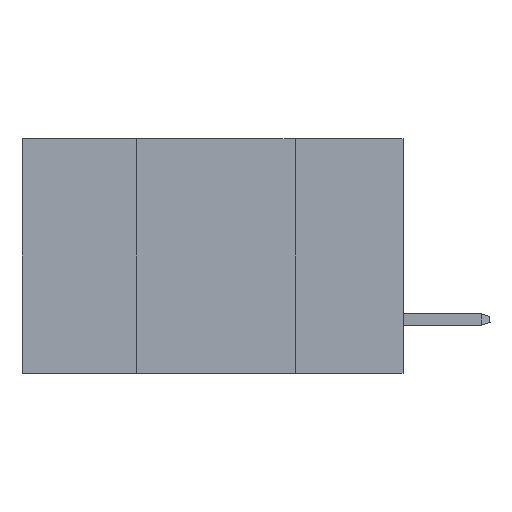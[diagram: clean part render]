
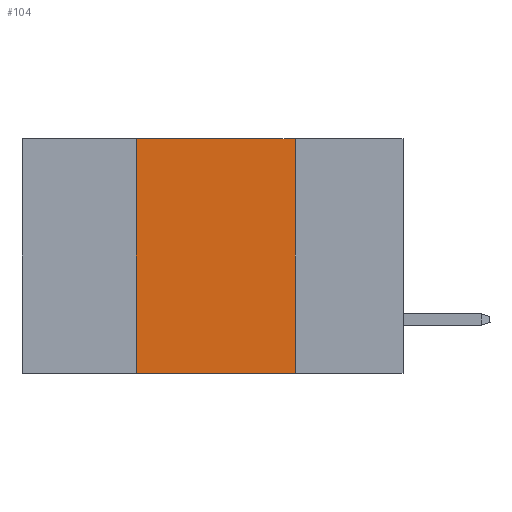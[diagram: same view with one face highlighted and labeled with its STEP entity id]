
A CAD part, left-side view. The second image highlights one B-rep face of the part: STEP entity #104.
In plain terms, the highlighted planar face has unit normal (-1, 0, 0).
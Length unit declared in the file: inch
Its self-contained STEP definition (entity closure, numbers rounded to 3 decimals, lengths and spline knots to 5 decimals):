
#104 = ADVANCED_FACE ( 'NONE', ( #18615 ), #7534, .F. ) ;
#375 = EDGE_LOOP ( 'NONE', ( #7956, #13219, #11189, #21005 ) ) ;
#450 = VECTOR ( 'NONE', #23655, 39.37008 ) ;
#1907 = CARTESIAN_POINT ( 'NONE',  ( 0., 0.42, -0.37 ) ) ;
#2368 = CARTESIAN_POINT ( 'NONE',  ( 0., 0.17, 0. ) ) ;
#3062 = VERTEX_POINT ( 'NONE', #1907 ) ;
#5174 = CARTESIAN_POINT ( 'NONE',  ( 0., 0.42, 0. ) ) ;
#5571 = EDGE_CURVE ( 'NONE', #17327, #17737, #12314, .T. ) ;
#6583 = DIRECTION ( 'NONE',  ( 0., 0., 1. ) ) ;
#7534 = PLANE ( 'NONE',  #11217 ) ;
#7624 = EDGE_CURVE ( 'NONE', #3062, #13214, #8299, .T. ) ;
#7956 = ORIENTED_EDGE ( 'NONE', *, *, #5571, .F. ) ;
#8120 = VECTOR ( 'NONE', #15738, 39.37008 ) ;
#8299 = LINE ( 'NONE', #23738, #15723 ) ;
#9480 = CARTESIAN_POINT ( 'NONE',  ( 0., 0.6, 0. ) ) ;
#10005 = EDGE_CURVE ( 'NONE', #13214, #17327, #15932, .T. ) ;
#10556 = EDGE_CURVE ( 'NONE', #3062, #17737, #17246, .T. ) ;
#11189 = ORIENTED_EDGE ( 'NONE', *, *, #7624, .F. ) ;
#11217 = AXIS2_PLACEMENT_3D ( 'NONE', #9480, #14891, #16754 ) ;
#11882 = VECTOR ( 'NONE', #21204, 39.37008 ) ;
#12314 = LINE ( 'NONE', #2368, #8120 ) ;
#13214 = VERTEX_POINT ( 'NONE', #5174 ) ;
#13219 = ORIENTED_EDGE ( 'NONE', *, *, #10005, .F. ) ;
#14891 = DIRECTION ( 'NONE',  ( 1., 0., 0. ) ) ;
#15245 = CARTESIAN_POINT ( 'NONE',  ( 0., 0.6, -0.37 ) ) ;
#15295 = CARTESIAN_POINT ( 'NONE',  ( 0., 0.17, 0. ) ) ;
#15723 = VECTOR ( 'NONE', #6583, 39.37008 ) ;
#15738 = DIRECTION ( 'NONE',  ( 0., 0., -1. ) ) ;
#15932 = LINE ( 'NONE', #23526, #450 ) ;
#16754 = DIRECTION ( 'NONE',  ( 0., 0., -1. ) ) ;
#17082 = CARTESIAN_POINT ( 'NONE',  ( 0., 0.17, -0.37 ) ) ;
#17246 = LINE ( 'NONE', #15245, #11882 ) ;
#17327 = VERTEX_POINT ( 'NONE', #15295 ) ;
#17737 = VERTEX_POINT ( 'NONE', #17082 ) ;
#18615 = FACE_OUTER_BOUND ( 'NONE', #375, .T. ) ;
#21005 = ORIENTED_EDGE ( 'NONE', *, *, #10556, .T. ) ;
#21204 = DIRECTION ( 'NONE',  ( 0., -1., 0. ) ) ;
#23526 = CARTESIAN_POINT ( 'NONE',  ( 0., 0.6, 0. ) ) ;
#23655 = DIRECTION ( 'NONE',  ( 0., -1., 0. ) ) ;
#23738 = CARTESIAN_POINT ( 'NONE',  ( 0., 0.42, 0. ) ) ;
